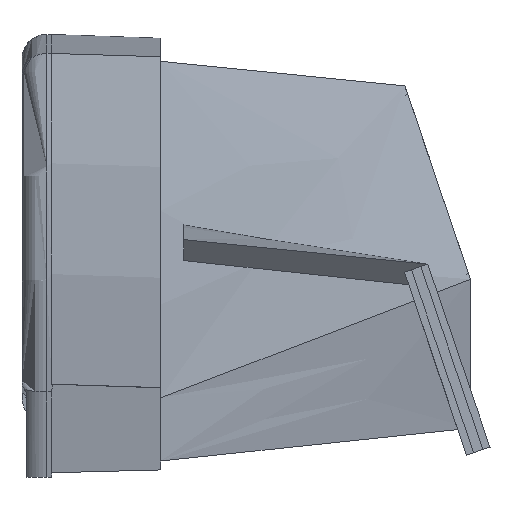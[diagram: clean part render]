
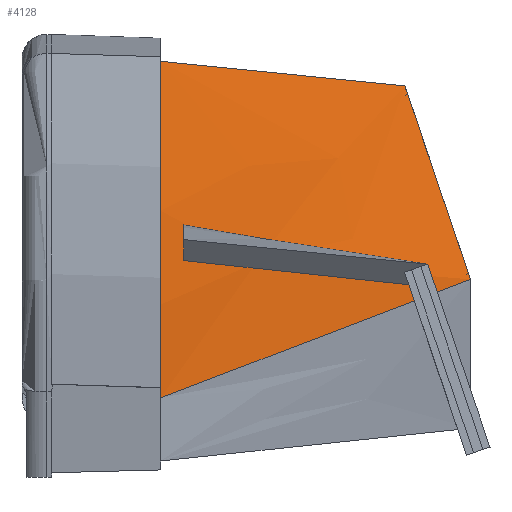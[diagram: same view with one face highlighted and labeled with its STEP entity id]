
A CAD part, left-side view. The second image highlights one B-rep face of the part: STEP entity #4128.
In plain terms, the highlighted free-form (B-spline) face has degree [3, 3] with [4, 4] control points.
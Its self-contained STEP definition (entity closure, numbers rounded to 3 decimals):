
#240=B_SPLINE_SURFACE_WITH_KNOTS('',3,3,((#8044,#8045,#8046,#8047),(#8048,
#8049,#8050,#8051),(#8052,#8053,#8054,#8055),(#8056,#8057,#8058,#8059)),
 .UNSPECIFIED.,.F.,.F.,.F.,(4,4),(4,4),(0.,1.),(0.,1.),.UNSPECIFIED.);
#333=B_SPLINE_CURVE_WITH_KNOTS('',3,(#7762,#7763,#7764,#7765),
 .UNSPECIFIED.,.F.,.F.,(4,4),(-1.,0.),.UNSPECIFIED.);
#569=FACE_OUTER_BOUND('',#813,.T.);
#813=EDGE_LOOP('',(#3689,#3690,#3691,#3692));
#1199=LINE('',#8015,#1588);
#1204=LINE('',#8060,#1593);
#1205=LINE('',#8061,#1594);
#1588=VECTOR('',#5405,10.);
#1593=VECTOR('',#5410,10.);
#1594=VECTOR('',#5411,53.037);
#1950=VERTEX_POINT('',#7756);
#1951=VERTEX_POINT('',#7761);
#1969=VERTEX_POINT('',#8012);
#1970=VERTEX_POINT('',#8014);
#2516=EDGE_CURVE('',#1951,#1950,#333,.T.);
#2550=EDGE_CURVE('',#1970,#1969,#1199,.T.);
#2558=EDGE_CURVE('',#1950,#1970,#1204,.T.);
#2559=EDGE_CURVE('',#1951,#1969,#1205,.T.);
#3689=ORIENTED_EDGE('',*,*,#2516,.T.);
#3690=ORIENTED_EDGE('',*,*,#2558,.T.);
#3691=ORIENTED_EDGE('',*,*,#2550,.T.);
#3692=ORIENTED_EDGE('',*,*,#2559,.F.);
#4128=ADVANCED_FACE('',(#569),#240,.F.);
#5405=DIRECTION('',(0.,0.322,-0.947));
#5410=DIRECTION('',(-0.27,-0.899,-0.344));
#5411=DIRECTION('',(-0.358,-0.929,0.094));
#7756=CARTESIAN_POINT('',(52.784,-21.9,-15.075));
#7761=CARTESIAN_POINT('',(53.,-21.9,-83.));
#7762=CARTESIAN_POINT('Ctrl Pts',(53.,-21.9,-83.));
#7763=CARTESIAN_POINT('Ctrl Pts',(55.793,-21.9,-60.47));
#7764=CARTESIAN_POINT('Ctrl Pts',(55.72,-21.9,-37.587));
#7765=CARTESIAN_POINT('Ctrl Pts',(52.784,-21.9,-15.075));
#8012=CARTESIAN_POINT('',(34.,-71.168,-78.036));
#8014=CARTESIAN_POINT('',(34.,-84.428,-38.999));
#8015=CARTESIAN_POINT('',(34.,-71.168,-78.036));
#8044=CARTESIAN_POINT('Ctrl Pts',(52.784,-21.9,-15.075));
#8045=CARTESIAN_POINT('Ctrl Pts',(46.523,-42.743,-23.05));
#8046=CARTESIAN_POINT('Ctrl Pts',(40.261,-63.585,-31.024));
#8047=CARTESIAN_POINT('Ctrl Pts',(34.,-84.428,-38.999));
#8048=CARTESIAN_POINT('Ctrl Pts',(55.72,-21.9,-37.587));
#8049=CARTESIAN_POINT('Ctrl Pts',(48.479,-41.269,-42.395));
#8050=CARTESIAN_POINT('Ctrl Pts',(41.241,-60.638,-47.203));
#8051=CARTESIAN_POINT('Ctrl Pts',(34.,-80.008,-52.011));
#8052=CARTESIAN_POINT('Ctrl Pts',(55.793,-21.9,-60.47));
#8053=CARTESIAN_POINT('Ctrl Pts',(48.527,-39.796,-61.988));
#8054=CARTESIAN_POINT('Ctrl Pts',(41.265,-57.692,-63.506));
#8055=CARTESIAN_POINT('Ctrl Pts',(34.,-75.588,-65.024));
#8056=CARTESIAN_POINT('Ctrl Pts',(53.,-21.9,-83.));
#8057=CARTESIAN_POINT('Ctrl Pts',(46.667,-38.323,-81.345));
#8058=CARTESIAN_POINT('Ctrl Pts',(40.333,-54.745,-79.691));
#8059=CARTESIAN_POINT('Ctrl Pts',(34.,-71.168,-78.036));
#8060=CARTESIAN_POINT('',(52.784,-21.9,-15.075));
#8061=CARTESIAN_POINT('',(53.,-21.9,-83.));
